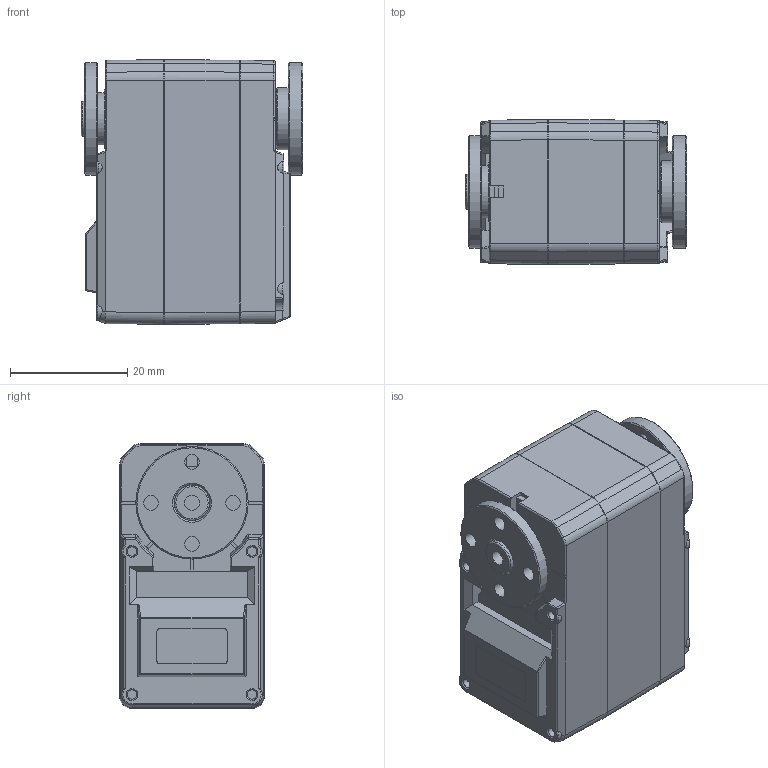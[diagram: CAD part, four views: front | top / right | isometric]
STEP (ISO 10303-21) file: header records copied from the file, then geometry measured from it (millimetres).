
FILE_DESCRIPTION(/* description */ ('STEP AP214'),/* implementation_level */ '2;1');
FILE_NAME(/* name */ '642192ec1d7102162744f9de',/* time_stamp */ '2023-03-27T12:58:23+00:00',/* author */ (''),/* organization */ (''),/* preprocessor_version */ 'ST-DEVELOPER v18.102',/* originating_system */ ' ',/* authorisation */ ' ');
FILE_SCHEMA (('AUTOMOTIVE_DESIGN {1 0 10303 214 3 1 1}'));
Length unit declared in the file: metre
Products named in the file (1): link_3
Bounding box: 37.8 x 24.72 x 45.22 mm (x, y, z)
Volume: 34307.8 mm3; surface area: 11117.9 mm2
Topology: 1 solids, 24 shells, 829 faces, 2329 edges, 1524 vertices
Faces by surface type: plane 450, cylinder 268, cone 48, torus 30, bspline 19, sphere 14
Full cylindrical faces by diameter (mm): 1 x1, 1.2 x1, 1.6 x12, 2.2 x7, 2.5 x8, 2.6 x1, 3.2 x1, 3.5 x2, 4 x1, 4.7 x1, 5 x1, 6 x1, 6.05 x1, 6.2 x1, 8 x1, 8.92 x1, 10 x1, 10.5 x1, 10.6 x1, 17.05 x1, 19.2 x2
Entity records: 30766 total; most frequent: CARTESIAN_POINT 9919, ORIENTED_EDGE 4400, DIRECTION 4295, EDGE_CURVE 2200, AXIS2_PLACEMENT_3D 1549, VERTEX_POINT 1474, LINE 1197, VECTOR 1197
